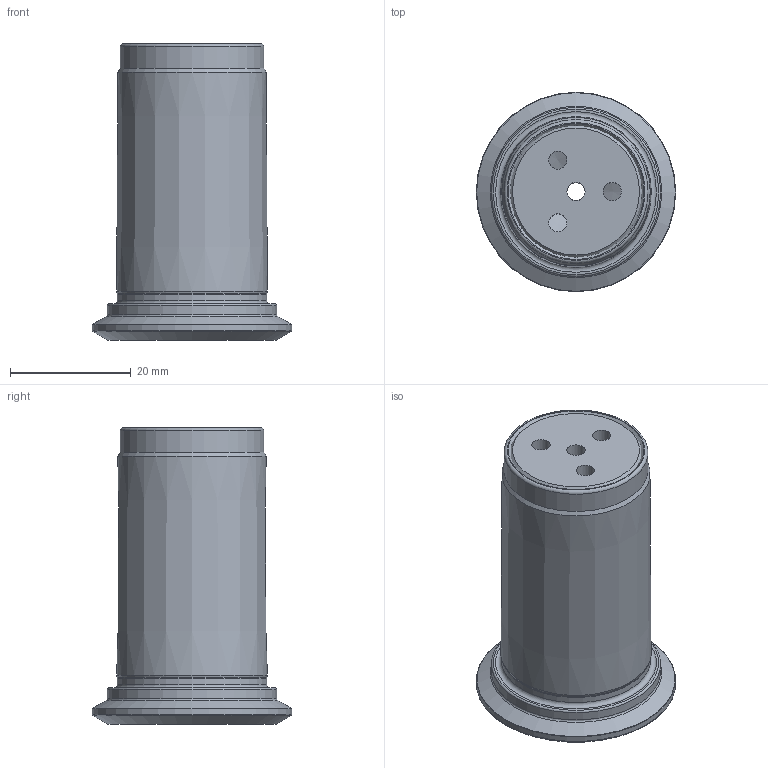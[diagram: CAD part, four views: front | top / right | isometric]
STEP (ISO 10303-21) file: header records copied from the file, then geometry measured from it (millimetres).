
FILE_DESCRIPTION(/* description */ (''),/* implementation_level */ '2;1');
FILE_NAME(/* name */ '172506356.stp',/* time_stamp */ '2021-01-08T12:16:44',/* author */ ('LRA'),/* organization */ ('REGO-FIX'),/* preprocessor_version */ ' Unknown',/* originating_system */ 'SIEMENS PLM Software Solid Edge ST10',/* authorization */ 'Unknown');
FILE_SCHEMA (('AUTOMOTIVE_DESIGN { 1 0 10303 214 2 1 1}'));
Length unit declared in the file: millimetre
Products named in the file (1): NOCUT
Bounding box: 32.98 x 32.98 x 49 mm (x, y, z)
Volume: 22532.4 mm3; surface area: 8009 mm2
Topology: 2 solids, 2 shells, 52 faces, 123 edges, 77 vertices
Faces by surface type: cylinder 18, plane 12, cone 11, torus 11
Full cylindrical faces by diameter (mm): 3 x4, 5 x1, 6.35 x1, 7.5 x1, 17 x1, 21 x1, 21.188 x1, 22 x1, 22.3 x1, 23.8 x1, 24.7 x1, 28 x1, 32.975 x1
Entity records: 1610 total; most frequent: DIRECTION 228, CARTESIAN_POINT 212, ORIENTED_EDGE 140, AXIS2_PLACEMENT_3D 106, EDGE_LOOP 102, FACE_BOUND 102, EDGE_CURVE 70, VERTEX_POINT 62
